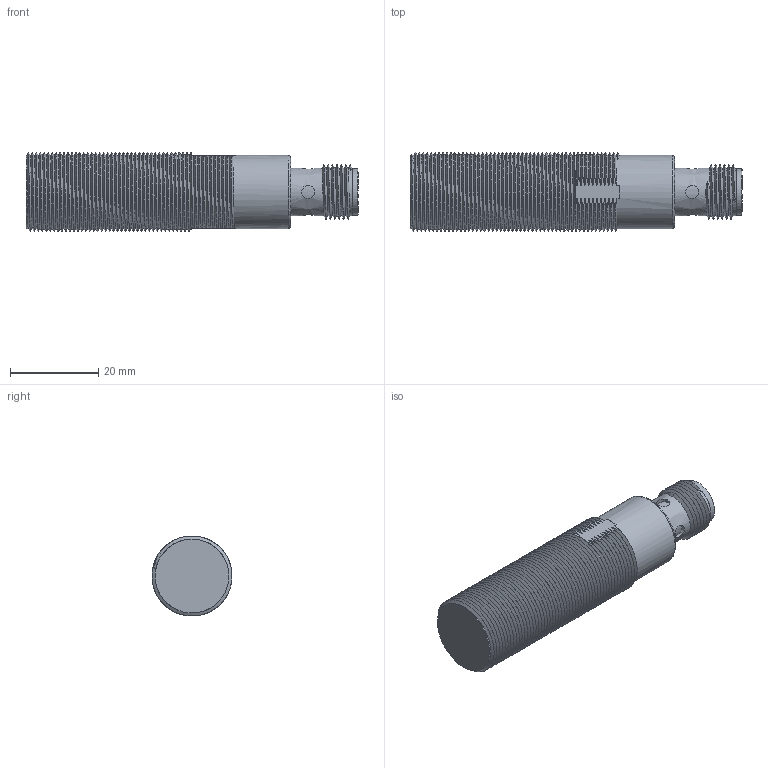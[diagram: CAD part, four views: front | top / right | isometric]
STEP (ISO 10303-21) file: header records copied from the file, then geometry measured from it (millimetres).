
FILE_DESCRIPTION( ('This file contains a STEP AP42 implementation' ,'as created by ZW3D STEP Interface translator.') ,'2;1' );
FILE_NAME( 'WCN1-1805X-XUL4.stp' ,'201026.113853', (''), ('ZWCAD Software Co.'), 'Version 1.0', 'ZW3D to STEP translator', '' );
FILE_SCHEMA(('AUTOMOTIVE_DESIGN'));
Length unit declared in the file: millimetre
Products named in the file (2): 0; WCN1-1805X-XUL4
Bounding box: 75.3 x 18.14 x 18.14 mm (x, y, z)
Volume: 14891.2 mm3; surface area: 6929.5 mm2
Topology: 1 solids, 1 shells, 162 faces, 539 edges, 295 vertices
Faces by surface type: bspline 162
Entity records: 31526 total; most frequent: CARTESIAN_POINT 28929, ORIENTED_EDGE 890, EDGE_CURVE 445, VERTEX_POINT 295, B_SPLINE_CURVE_WITH_KNOTS 242, EDGE_LOOP 172, FACE_OUTER_BOUND 162, ADVANCED_FACE 162
